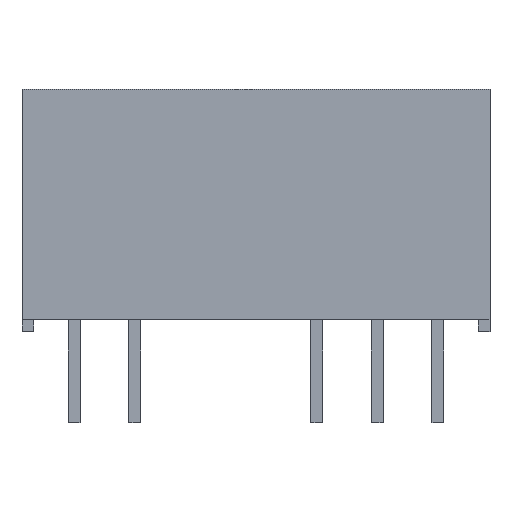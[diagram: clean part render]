
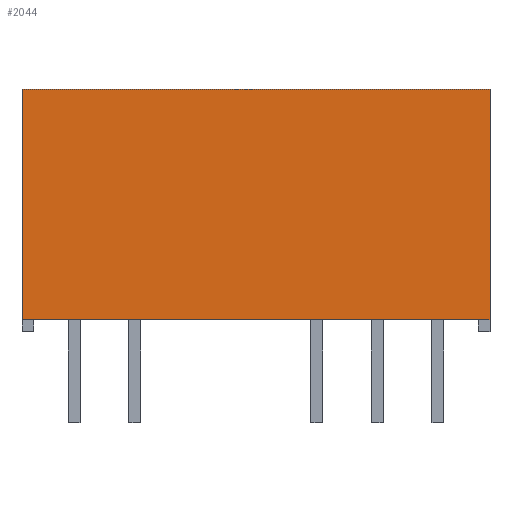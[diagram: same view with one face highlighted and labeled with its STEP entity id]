
A CAD part, top view. The second image highlights one B-rep face of the part: STEP entity #2044.
In plain terms, the highlighted planar face has unit normal (0, 0, 1).
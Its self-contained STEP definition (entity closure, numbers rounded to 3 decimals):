
#1478 = PLANE('',#1479);
#1479 = AXIS2_PLACEMENT_3D('',#1480,#1481,#1482);
#1480 = CARTESIAN_POINT('',(0.36,0.,7.63));
#1481 = DIRECTION('',(-1.,0.,0.));
#1482 = DIRECTION('',(0.,0.,-1.));
#1506 = PLANE('',#1507);
#1507 = AXIS2_PLACEMENT_3D('',#1508,#1509,#1510);
#1508 = CARTESIAN_POINT('',(10.16,9.64,4.58));
#1509 = DIRECTION('',(0.,-1.,0.));
#1510 = DIRECTION('',(1.,0.,0.));
#1534 = PLANE('',#1535);
#1535 = AXIS2_PLACEMENT_3D('',#1536,#1537,#1538);
#1536 = CARTESIAN_POINT('',(19.96,0.,1.53));
#1537 = DIRECTION('',(1.,0.,0.));
#1538 = DIRECTION('',(0.,0.,1.));
#1590 = PLANE('',#1591);
#1591 = AXIS2_PLACEMENT_3D('',#1592,#1593,#1594);
#1592 = CARTESIAN_POINT('',(10.16,0.,4.58));
#1593 = DIRECTION('',(0.,-1.,0.));
#1594 = DIRECTION('',(1.,0.,0.));
#1631 = EDGE_CURVE('',#1632,#1634,#1636,.T.);
#1632 = VERTEX_POINT('',#1633);
#1633 = CARTESIAN_POINT('',(0.36,0.,7.63));
#1634 = VERTEX_POINT('',#1635);
#1635 = CARTESIAN_POINT('',(0.36,9.64,7.63));
#1636 = SURFACE_CURVE('',#1637,(#1641,#1648),.PCURVE_S1.);
#1637 = LINE('',#1638,#1639);
#1638 = CARTESIAN_POINT('',(0.36,0.,7.63));
#1639 = VECTOR('',#1640,1.);
#1640 = DIRECTION('',(0.,1.,0.));
#1641 = PCURVE('',#1478,#1642);
#1642 = DEFINITIONAL_REPRESENTATION('',(#1643),#1647);
#1643 = LINE('',#1644,#1645);
#1644 = CARTESIAN_POINT('',(0.,0.));
#1645 = VECTOR('',#1646,1.);
#1646 = DIRECTION('',(0.,-1.));
#1647 = ( GEOMETRIC_REPRESENTATION_CONTEXT(2) 
PARAMETRIC_REPRESENTATION_CONTEXT() REPRESENTATION_CONTEXT('2D SPACE',''
  ) );
#1648 = PCURVE('',#1649,#1654);
#1649 = PLANE('',#1650);
#1650 = AXIS2_PLACEMENT_3D('',#1651,#1652,#1653);
#1651 = CARTESIAN_POINT('',(19.96,0.,7.63));
#1652 = DIRECTION('',(0.,0.,1.));
#1653 = DIRECTION('',(-1.,0.,0.));
#1654 = DEFINITIONAL_REPRESENTATION('',(#1655),#1659);
#1655 = LINE('',#1656,#1657);
#1656 = CARTESIAN_POINT('',(19.6,0.));
#1657 = VECTOR('',#1658,1.);
#1658 = DIRECTION('',(0.,-1.));
#1659 = ( GEOMETRIC_REPRESENTATION_CONTEXT(2) 
PARAMETRIC_REPRESENTATION_CONTEXT() REPRESENTATION_CONTEXT('2D SPACE',''
  ) );
#1714 = VERTEX_POINT('',#1715);
#1715 = CARTESIAN_POINT('',(19.96,9.64,7.63));
#1736 = EDGE_CURVE('',#1737,#1714,#1739,.T.);
#1737 = VERTEX_POINT('',#1738);
#1738 = CARTESIAN_POINT('',(19.96,0.,7.63));
#1739 = SURFACE_CURVE('',#1740,(#1744,#1751),.PCURVE_S1.);
#1740 = LINE('',#1741,#1742);
#1741 = CARTESIAN_POINT('',(19.96,0.,7.63));
#1742 = VECTOR('',#1743,1.);
#1743 = DIRECTION('',(0.,1.,0.));
#1744 = PCURVE('',#1534,#1745);
#1745 = DEFINITIONAL_REPRESENTATION('',(#1746),#1750);
#1746 = LINE('',#1747,#1748);
#1747 = CARTESIAN_POINT('',(6.1,-0.));
#1748 = VECTOR('',#1749,1.);
#1749 = DIRECTION('',(0.,-1.));
#1750 = ( GEOMETRIC_REPRESENTATION_CONTEXT(2) 
PARAMETRIC_REPRESENTATION_CONTEXT() REPRESENTATION_CONTEXT('2D SPACE',''
  ) );
#1751 = PCURVE('',#1649,#1752);
#1752 = DEFINITIONAL_REPRESENTATION('',(#1753),#1757);
#1753 = LINE('',#1754,#1755);
#1754 = CARTESIAN_POINT('',(0.,0.));
#1755 = VECTOR('',#1756,1.);
#1756 = DIRECTION('',(0.,-1.));
#1757 = ( GEOMETRIC_REPRESENTATION_CONTEXT(2) 
PARAMETRIC_REPRESENTATION_CONTEXT() REPRESENTATION_CONTEXT('2D SPACE',''
  ) );
#1870 = VERTEX_POINT('',#1871);
#1871 = CARTESIAN_POINT('',(0.86,0.,7.63));
#1894 = VERTEX_POINT('',#1895);
#1895 = CARTESIAN_POINT('',(19.46,0.,7.63));
#1921 = EDGE_CURVE('',#1894,#1870,#1922,.T.);
#1922 = SURFACE_CURVE('',#1923,(#1927,#1934),.PCURVE_S1.);
#1923 = LINE('',#1924,#1925);
#1924 = CARTESIAN_POINT('',(19.96,0.,7.63));
#1925 = VECTOR('',#1926,1.);
#1926 = DIRECTION('',(-1.,0.,0.));
#1927 = PCURVE('',#1590,#1928);
#1928 = DEFINITIONAL_REPRESENTATION('',(#1929),#1933);
#1929 = LINE('',#1930,#1931);
#1930 = CARTESIAN_POINT('',(9.8,3.05));
#1931 = VECTOR('',#1932,1.);
#1932 = DIRECTION('',(-1.,0.));
#1933 = ( GEOMETRIC_REPRESENTATION_CONTEXT(2) 
PARAMETRIC_REPRESENTATION_CONTEXT() REPRESENTATION_CONTEXT('2D SPACE',''
  ) );
#1934 = PCURVE('',#1649,#1935);
#1935 = DEFINITIONAL_REPRESENTATION('',(#1936),#1940);
#1936 = LINE('',#1937,#1938);
#1937 = CARTESIAN_POINT('',(0.,0.));
#1938 = VECTOR('',#1939,1.);
#1939 = DIRECTION('',(1.,0.));
#1940 = ( GEOMETRIC_REPRESENTATION_CONTEXT(2) 
PARAMETRIC_REPRESENTATION_CONTEXT() REPRESENTATION_CONTEXT('2D SPACE',''
  ) );
#2023 = EDGE_CURVE('',#1714,#1634,#2024,.T.);
#2024 = SURFACE_CURVE('',#2025,(#2029,#2036),.PCURVE_S1.);
#2025 = LINE('',#2026,#2027);
#2026 = CARTESIAN_POINT('',(19.96,9.64,7.63));
#2027 = VECTOR('',#2028,1.);
#2028 = DIRECTION('',(-1.,0.,0.));
#2029 = PCURVE('',#1506,#2030);
#2030 = DEFINITIONAL_REPRESENTATION('',(#2031),#2035);
#2031 = LINE('',#2032,#2033);
#2032 = CARTESIAN_POINT('',(9.8,3.05));
#2033 = VECTOR('',#2034,1.);
#2034 = DIRECTION('',(-1.,0.));
#2035 = ( GEOMETRIC_REPRESENTATION_CONTEXT(2) 
PARAMETRIC_REPRESENTATION_CONTEXT() REPRESENTATION_CONTEXT('2D SPACE',''
  ) );
#2036 = PCURVE('',#1649,#2037);
#2037 = DEFINITIONAL_REPRESENTATION('',(#2038),#2042);
#2038 = LINE('',#2039,#2040);
#2039 = CARTESIAN_POINT('',(0.,-9.64));
#2040 = VECTOR('',#2041,1.);
#2041 = DIRECTION('',(1.,0.));
#2042 = ( GEOMETRIC_REPRESENTATION_CONTEXT(2) 
PARAMETRIC_REPRESENTATION_CONTEXT() REPRESENTATION_CONTEXT('2D SPACE',''
  ) );
#2044 = ADVANCED_FACE('',(#2045),#1649,.T.);
#2045 = FACE_BOUND('',#2046,.T.);
#2046 = EDGE_LOOP('',(#2047,#2048,#2049,#2050,#2076,#2077));
#2047 = ORIENTED_EDGE('',*,*,#1736,.T.);
#2048 = ORIENTED_EDGE('',*,*,#2023,.T.);
#2049 = ORIENTED_EDGE('',*,*,#1631,.F.);
#2050 = ORIENTED_EDGE('',*,*,#2051,.F.);
#2051 = EDGE_CURVE('',#1870,#1632,#2052,.T.);
#2052 = SURFACE_CURVE('',#2053,(#2057,#2064),.PCURVE_S1.);
#2053 = LINE('',#2054,#2055);
#2054 = CARTESIAN_POINT('',(19.96,0.,7.63));
#2055 = VECTOR('',#2056,1.);
#2056 = DIRECTION('',(-1.,0.,0.));
#2057 = PCURVE('',#1649,#2058);
#2058 = DEFINITIONAL_REPRESENTATION('',(#2059),#2063);
#2059 = LINE('',#2060,#2061);
#2060 = CARTESIAN_POINT('',(0.,0.));
#2061 = VECTOR('',#2062,1.);
#2062 = DIRECTION('',(1.,0.));
#2063 = ( GEOMETRIC_REPRESENTATION_CONTEXT(2) 
PARAMETRIC_REPRESENTATION_CONTEXT() REPRESENTATION_CONTEXT('2D SPACE',''
  ) );
#2064 = PCURVE('',#2065,#2070);
#2065 = PLANE('',#2066);
#2066 = AXIS2_PLACEMENT_3D('',#2067,#2068,#2069);
#2067 = CARTESIAN_POINT('',(0.86,0.,7.63));
#2068 = DIRECTION('',(-0.,0.,-1.));
#2069 = DIRECTION('',(-1.,0.,0.));
#2070 = DEFINITIONAL_REPRESENTATION('',(#2071),#2075);
#2071 = LINE('',#2072,#2073);
#2072 = CARTESIAN_POINT('',(-19.1,0.));
#2073 = VECTOR('',#2074,1.);
#2074 = DIRECTION('',(1.,0.));
#2075 = ( GEOMETRIC_REPRESENTATION_CONTEXT(2) 
PARAMETRIC_REPRESENTATION_CONTEXT() REPRESENTATION_CONTEXT('2D SPACE',''
  ) );
#2076 = ORIENTED_EDGE('',*,*,#1921,.F.);
#2077 = ORIENTED_EDGE('',*,*,#2078,.F.);
#2078 = EDGE_CURVE('',#1737,#1894,#2079,.T.);
#2079 = SURFACE_CURVE('',#2080,(#2084,#2091),.PCURVE_S1.);
#2080 = LINE('',#2081,#2082);
#2081 = CARTESIAN_POINT('',(19.96,0.,7.63));
#2082 = VECTOR('',#2083,1.);
#2083 = DIRECTION('',(-1.,0.,0.));
#2084 = PCURVE('',#1649,#2085);
#2085 = DEFINITIONAL_REPRESENTATION('',(#2086),#2090);
#2086 = LINE('',#2087,#2088);
#2087 = CARTESIAN_POINT('',(0.,0.));
#2088 = VECTOR('',#2089,1.);
#2089 = DIRECTION('',(1.,0.));
#2090 = ( GEOMETRIC_REPRESENTATION_CONTEXT(2) 
PARAMETRIC_REPRESENTATION_CONTEXT() REPRESENTATION_CONTEXT('2D SPACE',''
  ) );
#2091 = PCURVE('',#2092,#2097);
#2092 = PLANE('',#2093);
#2093 = AXIS2_PLACEMENT_3D('',#2094,#2095,#2096);
#2094 = CARTESIAN_POINT('',(19.96,0.,7.63));
#2095 = DIRECTION('',(-0.,0.,-1.));
#2096 = DIRECTION('',(-1.,0.,0.));
#2097 = DEFINITIONAL_REPRESENTATION('',(#2098),#2102);
#2098 = LINE('',#2099,#2100);
#2099 = CARTESIAN_POINT('',(0.,0.));
#2100 = VECTOR('',#2101,1.);
#2101 = DIRECTION('',(1.,0.));
#2102 = ( GEOMETRIC_REPRESENTATION_CONTEXT(2) 
PARAMETRIC_REPRESENTATION_CONTEXT() REPRESENTATION_CONTEXT('2D SPACE',''
  ) );
